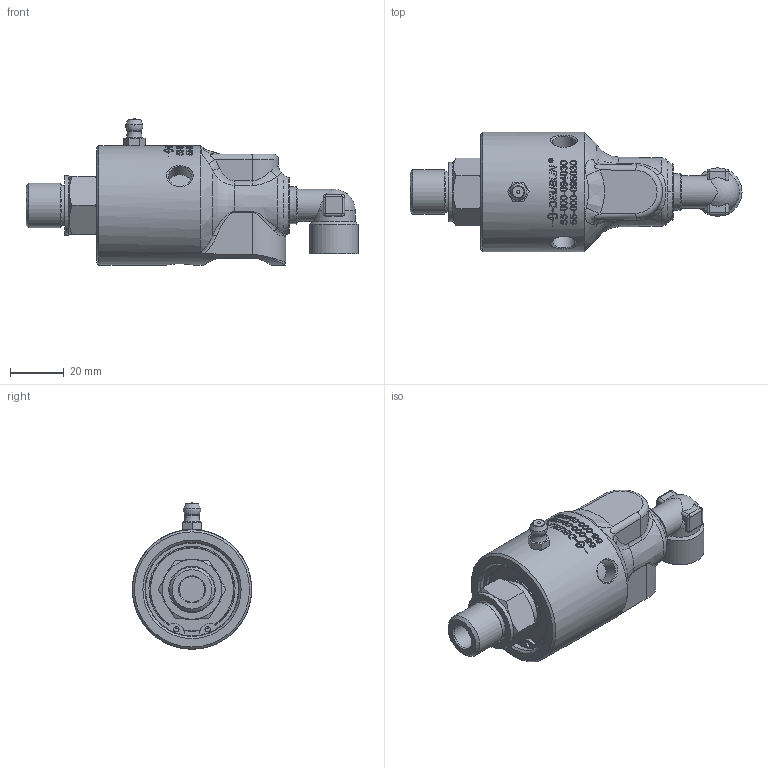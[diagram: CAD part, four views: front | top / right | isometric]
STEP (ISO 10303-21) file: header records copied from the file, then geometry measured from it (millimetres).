
FILE_DESCRIPTION(/* description */ (''),/* implementation_level */ '2;1');
FILE_NAME(/* name */ '55-000-095030-IC.stp',/* time_stamp */ '2020-05-20T09:20:49-05:00',/* author */ ('GALINDOLM'),/* organization */ (''),/* preprocessor_version */ 'ST-DEVELOPER v18',/* originating_system */ 'Autodesk Inventor 2020',/* authorisation */ '');
FILE_SCHEMA (('AUTOMOTIVE_DESIGN { 1 0 10303 214 3 1 1 }'));
Length unit declared in the file: millimetre
Products named in the file (1): 55-000-095030-IC
Bounding box: 123.71 x 44.5 x 54.49 mm (x, y, z)
Volume: 94097.9 mm3; surface area: 20631.7 mm2
Topology: 1 solids, 3 shells, 754 faces, 1996 edges, 1318 vertices
Faces by surface type: bspline 303, plane 284, cylinder 121, cone 26, torus 15, sphere 5
Full cylindrical faces by diameter (mm): 1.981 x2, 3 x1, 6.35 x1, 8.6 x3, 9.5 x1, 11.199 x1, 12 x1, 13.889 x1, 16 x1, 16.662 x1, 17.3 x1, 18 x1, 19.15 x1, 22.2 x1, 22.65 x1, 30.95 x1, 31.2 x1, 35 x1, 35.05 x1, 37.47 x1, 44.5 x1
Entity records: 33975 total; most frequent: CARTESIAN_POINT 16527, ORIENTED_EDGE 3986, DIRECTION 2898, EDGE_CURVE 1993, VERTEX_POINT 1318, AXIS2_PLACEMENT_3D 1109, EDGE_LOOP 837, FACE_OUTER_BOUND 754
